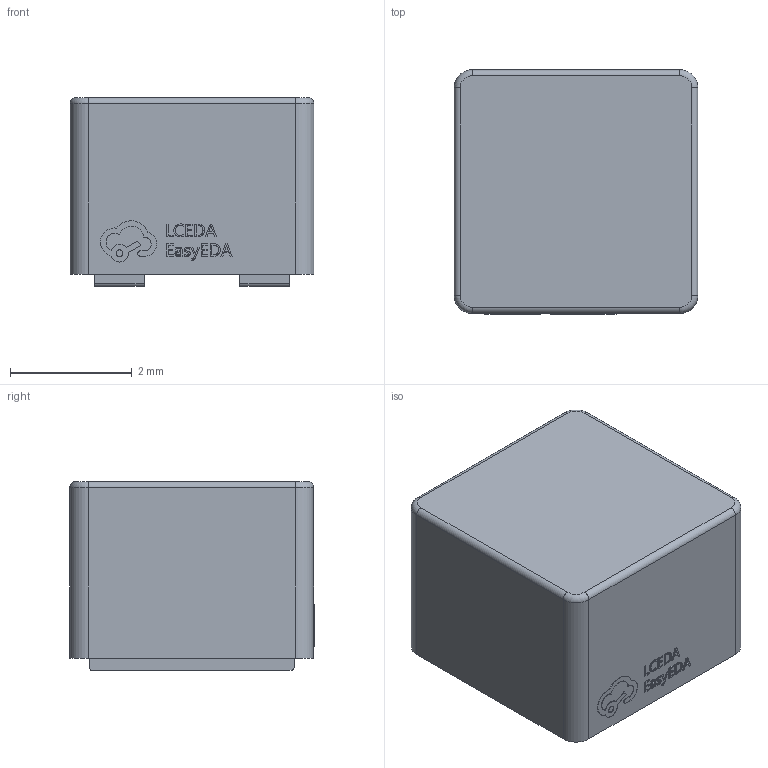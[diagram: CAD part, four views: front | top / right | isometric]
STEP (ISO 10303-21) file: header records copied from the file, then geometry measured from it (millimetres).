
FILE_DESCRIPTION (( 'STEP AP214' ), '1' );
FILE_NAME ('IND-SMD_L4.0-W4.0_XAL4030-682MEC.STEP', '2022-06-18T08:50:44', ( '' ), ( '' ), 'SwSTEP 2.0', 'SolidWorks 2020', '' );
FILE_SCHEMA (( 'AUTOMOTIVE_DESIGN' ));
Length unit declared in the file: millimetre
Products named in the file (1): IND-SMD_L4.0-W4.0_XAL4030-682MEC
Bounding box: 4 x 4.01 x 3.1 mm (x, y, z)
Volume: 47.2 mm3; surface area: 79.5 mm2
Topology: 1 solids, 1 shells, 256 faces, 691 edges, 458 vertices
Faces by surface type: plane 142, bspline 98, cylinder 12, torus 4
Entity records: 11341 total; most frequent: CARTESIAN_POINT 2712, ORIENTED_EDGE 1382, DIRECTION 837, EDGE_CURVE 691, LINE 463, VECTOR 463, VERTEX_POINT 458, EDGE_LOOP 277
